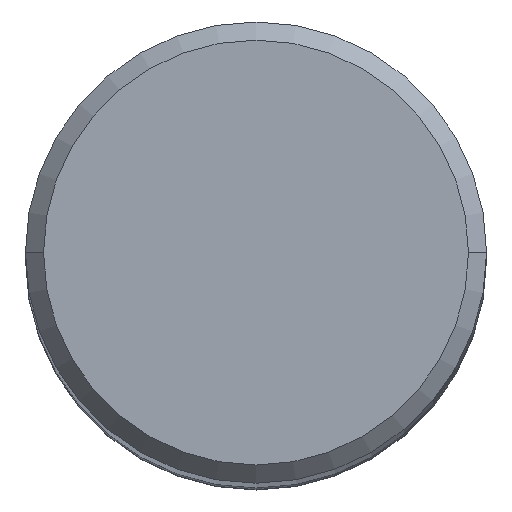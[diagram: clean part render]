
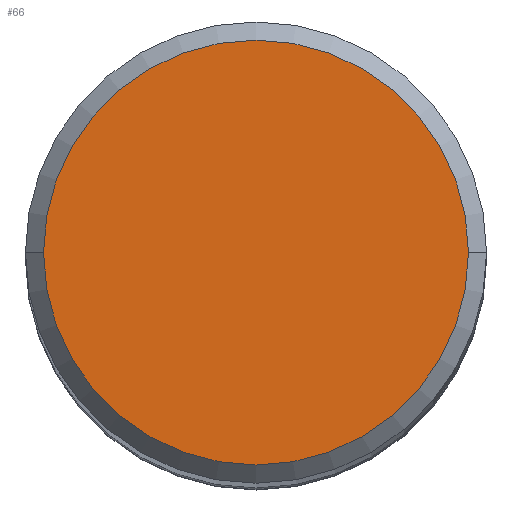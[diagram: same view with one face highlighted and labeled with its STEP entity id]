
A CAD part, top view. The second image highlights one B-rep face of the part: STEP entity #66.
In plain terms, the highlighted planar face has unit normal (0, 0, 1).
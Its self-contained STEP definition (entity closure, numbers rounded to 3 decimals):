
#43=PLANE('',#474);
#66=ADVANCED_FACE('',(#93),#43,.F.);
#93=FACE_OUTER_BOUND('',#114,.T.);
#114=EDGE_LOOP('',(#158,#159));
#158=ORIENTED_EDGE('',*,*,#257,.F.);
#159=ORIENTED_EDGE('',*,*,#258,.F.);
#223=VERTEX_POINT('',#705);
#224=VERTEX_POINT('',#706);
#257=EDGE_CURVE('',#223,#224,#299,.T.);
#258=EDGE_CURVE('',#224,#223,#300,.T.);
#299=CIRCLE('',#472,11.7);
#300=CIRCLE('',#473,11.7);
#472=AXIS2_PLACEMENT_3D('',#704,#579,#580);
#473=AXIS2_PLACEMENT_3D('',#707,#581,#582);
#474=AXIS2_PLACEMENT_3D('',#708,#583,#584);
#579=DIRECTION('',(0.,0.,-1.));
#580=DIRECTION('',(-1.,0.,0.));
#581=DIRECTION('',(0.,0.,-1.));
#582=DIRECTION('',(1.,0.,0.));
#583=DIRECTION('',(0.,0.,-1.));
#584=DIRECTION('',(1.,0.,0.));
#704=CARTESIAN_POINT('',(0.,0.,0.));
#705=CARTESIAN_POINT('',(-11.7,0.,0.));
#706=CARTESIAN_POINT('',(11.7,0.,0.));
#707=CARTESIAN_POINT('',(0.,0.,0.));
#708=CARTESIAN_POINT('',(0.,0.,0.));
